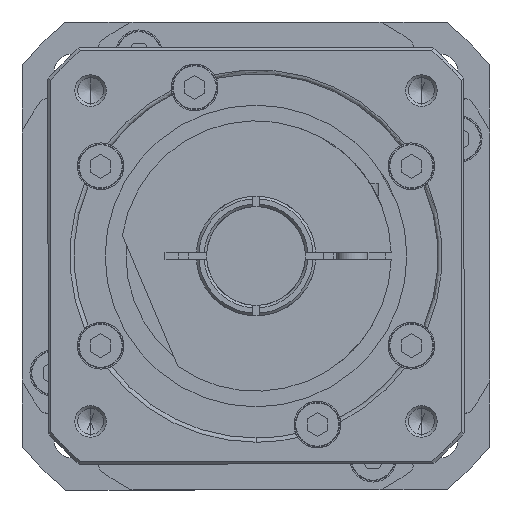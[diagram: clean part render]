
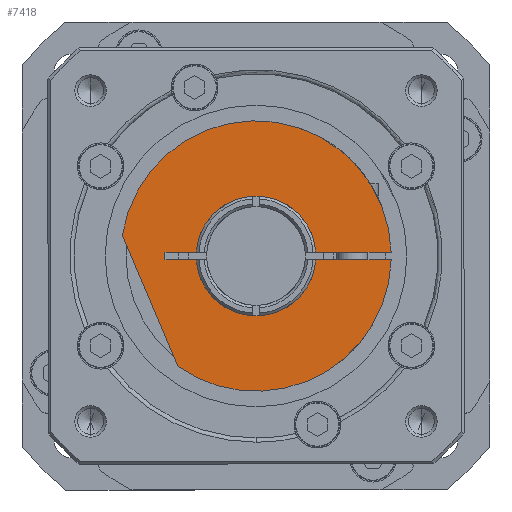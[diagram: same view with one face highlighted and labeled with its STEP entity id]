
A CAD part, left-side view. The second image highlights one B-rep face of the part: STEP entity #7418.
In plain terms, the highlighted planar face has unit normal (-1, 0, 0).
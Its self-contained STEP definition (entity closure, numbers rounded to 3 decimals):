
#100 = VERTEX_POINT ( 'NONE', #14126 ) ;
#288 = DIRECTION ( 'NONE',  ( 0., -1., 0. ) ) ;
#354 = CARTESIAN_POINT ( 'NONE',  ( -80., -25.989, -0.75 ) ) ;
#668 = CIRCLE ( 'NONE', #17034, 11.5 ) ;
#1178 = CARTESIAN_POINT ( 'NONE',  ( -80., 25.695, 3.972 ) ) ;
#1513 = VERTEX_POINT ( 'NONE', #14844 ) ;
#1924 = VERTEX_POINT ( 'NONE', #12477 ) ;
#2404 = AXIS2_PLACEMENT_3D ( 'NONE', #3650, #14163, #3701 ) ;
#2977 = EDGE_LOOP ( 'NONE', ( #11782, #16265, #16841, #8408, #13543, #3370, #18827, #6974, #5075, #13827 ) ) ;
#3025 = CARTESIAN_POINT ( 'NONE',  ( -80., 0., 0. ) ) ;
#3027 = CARTESIAN_POINT ( 'NONE',  ( -80., 25.695, 3.972 ) ) ;
#3370 = ORIENTED_EDGE ( 'NONE', *, *, #5706, .F. ) ;
#3650 = CARTESIAN_POINT ( 'NONE',  ( -80., 0., 0. ) ) ;
#3701 = DIRECTION ( 'NONE',  ( 0., 1., 0. ) ) ;
#4007 = CARTESIAN_POINT ( 'NONE',  ( -80., 17.5, 0.75 ) ) ;
#4235 = CARTESIAN_POINT ( 'NONE',  ( -80., 11.476, 0.75 ) ) ;
#4370 = CIRCLE ( 'NONE', #13367, 26. ) ;
#4451 = VERTEX_POINT ( 'NONE', #13077 ) ;
#4811 = DIRECTION ( 'NONE',  ( 0., 1., 0. ) ) ;
#5075 = ORIENTED_EDGE ( 'NONE', *, *, #15485, .F. ) ;
#5655 = EDGE_CURVE ( 'NONE', #4451, #13729, #12245, .T. ) ;
#5706 = EDGE_CURVE ( 'NONE', #8215, #1924, #15680, .T. ) ;
#5720 = DIRECTION ( 'NONE',  ( 0., -1., 0. ) ) ;
#6281 = EDGE_CURVE ( 'NONE', #14244, #4451, #4370, .T. ) ;
#6974 = ORIENTED_EDGE ( 'NONE', *, *, #12578, .F. ) ;
#6984 = AXIS2_PLACEMENT_3D ( 'NONE', #9395, #12338, #4811 ) ;
#7225 = LINE ( 'NONE', #3027, #8155 ) ;
#7418 = ADVANCED_FACE ( 'NONE', ( #8063 ), #11566, .F. ) ;
#7512 = EDGE_CURVE ( 'NONE', #10162, #1513, #10124, .T. ) ;
#7622 = DIRECTION ( 'NONE',  ( 0., 1., 0. ) ) ;
#8063 = FACE_OUTER_BOUND ( 'NONE', #2977, .T. ) ;
#8155 = VECTOR ( 'NONE', #14850, 1000. ) ;
#8166 = DIRECTION ( 'NONE',  ( 0., 1., 0. ) ) ;
#8215 = VERTEX_POINT ( 'NONE', #12126 ) ;
#8408 = ORIENTED_EDGE ( 'NONE', *, *, #14382, .F. ) ;
#9395 = CARTESIAN_POINT ( 'NONE',  ( -80., 0., 0. ) ) ;
#9447 = CARTESIAN_POINT ( 'NONE',  ( -80., -11.476, 0.75 ) ) ;
#9726 = VECTOR ( 'NONE', #7622, 1000. ) ;
#9950 = VECTOR ( 'NONE', #11279, 1000. ) ;
#10124 = LINE ( 'NONE', #4235, #14225 ) ;
#10162 = VERTEX_POINT ( 'NONE', #15544 ) ;
#11001 = EDGE_CURVE ( 'NONE', #13729, #10162, #668, .T. ) ;
#11279 = DIRECTION ( 'NONE',  ( 0., 0., -1. ) ) ;
#11394 = VECTOR ( 'NONE', #5720, 1000. ) ;
#11566 = PLANE ( 'NONE',  #13643 ) ;
#11653 = CIRCLE ( 'NONE', #2404, 11.5 ) ;
#11782 = ORIENTED_EDGE ( 'NONE', *, *, #11001, .F. ) ;
#11815 = EDGE_CURVE ( 'NONE', #17277, #8215, #11653, .T. ) ;
#12126 = CARTESIAN_POINT ( 'NONE',  ( -80., -11.476, -0.75 ) ) ;
#12245 = LINE ( 'NONE', #16272, #9726 ) ;
#12338 = DIRECTION ( 'NONE',  ( 1., 0., 0. ) ) ;
#12477 = CARTESIAN_POINT ( 'NONE',  ( -80., -25.989, -0.75 ) ) ;
#12578 = EDGE_CURVE ( 'NONE', #17335, #17277, #12987, .T. ) ;
#12581 = DIRECTION ( 'NONE',  ( 1., 0., 0. ) ) ;
#12863 = CARTESIAN_POINT ( 'NONE',  ( -80., 11.476, -0.75 ) ) ;
#12987 = LINE ( 'NONE', #12863, #11394 ) ;
#13077 = CARTESIAN_POINT ( 'NONE',  ( -80., -25.989, 0.75 ) ) ;
#13367 = AXIS2_PLACEMENT_3D ( 'NONE', #16949, #12581, #8166 ) ;
#13543 = ORIENTED_EDGE ( 'NONE', *, *, #17681, .F. ) ;
#13643 = AXIS2_PLACEMENT_3D ( 'NONE', #17286, #15992, #15810 ) ;
#13729 = VERTEX_POINT ( 'NONE', #9447 ) ;
#13827 = ORIENTED_EDGE ( 'NONE', *, *, #7512, .F. ) ;
#13835 = LINE ( 'NONE', #4007, #9950 ) ;
#14126 = CARTESIAN_POINT ( 'NONE',  ( -80., 14.992, -21.243 ) ) ;
#14163 = DIRECTION ( 'NONE',  ( -1., 0., 0. ) ) ;
#14225 = VECTOR ( 'NONE', #14512, 1000. ) ;
#14244 = VERTEX_POINT ( 'NONE', #1178 ) ;
#14382 = EDGE_CURVE ( 'NONE', #100, #14244, #7225, .T. ) ;
#14512 = DIRECTION ( 'NONE',  ( 0., 1., 0. ) ) ;
#14844 = CARTESIAN_POINT ( 'NONE',  ( -80., 17.5, 0.75 ) ) ;
#14850 = DIRECTION ( 'NONE',  ( 0., 0.391, 0.921 ) ) ;
#14972 = DIRECTION ( 'NONE',  ( 0., 1., 0. ) ) ;
#15485 = EDGE_CURVE ( 'NONE', #1513, #17335, #13835, .T. ) ;
#15544 = CARTESIAN_POINT ( 'NONE',  ( -80., 11.476, 0.75 ) ) ;
#15552 = CIRCLE ( 'NONE', #6984, 26. ) ;
#15680 = LINE ( 'NONE', #354, #17533 ) ;
#15743 = CARTESIAN_POINT ( 'NONE',  ( -80., 11.476, -0.75 ) ) ;
#15810 = DIRECTION ( 'NONE',  ( 0., 1., 0. ) ) ;
#15992 = DIRECTION ( 'NONE',  ( 1., 0., 0. ) ) ;
#16249 = DIRECTION ( 'NONE',  ( -1., 0., 0. ) ) ;
#16265 = ORIENTED_EDGE ( 'NONE', *, *, #5655, .F. ) ;
#16272 = CARTESIAN_POINT ( 'NONE',  ( -80., -25.989, 0.75 ) ) ;
#16841 = ORIENTED_EDGE ( 'NONE', *, *, #6281, .F. ) ;
#16949 = CARTESIAN_POINT ( 'NONE',  ( -80., 0., 0. ) ) ;
#17034 = AXIS2_PLACEMENT_3D ( 'NONE', #3025, #16249, #14972 ) ;
#17277 = VERTEX_POINT ( 'NONE', #15743 ) ;
#17286 = CARTESIAN_POINT ( 'NONE',  ( -80., 0., 0. ) ) ;
#17335 = VERTEX_POINT ( 'NONE', #17539 ) ;
#17533 = VECTOR ( 'NONE', #288, 1000. ) ;
#17539 = CARTESIAN_POINT ( 'NONE',  ( -80., 17.5, -0.75 ) ) ;
#17681 = EDGE_CURVE ( 'NONE', #1924, #100, #15552, .T. ) ;
#18827 = ORIENTED_EDGE ( 'NONE', *, *, #11815, .F. ) ;
